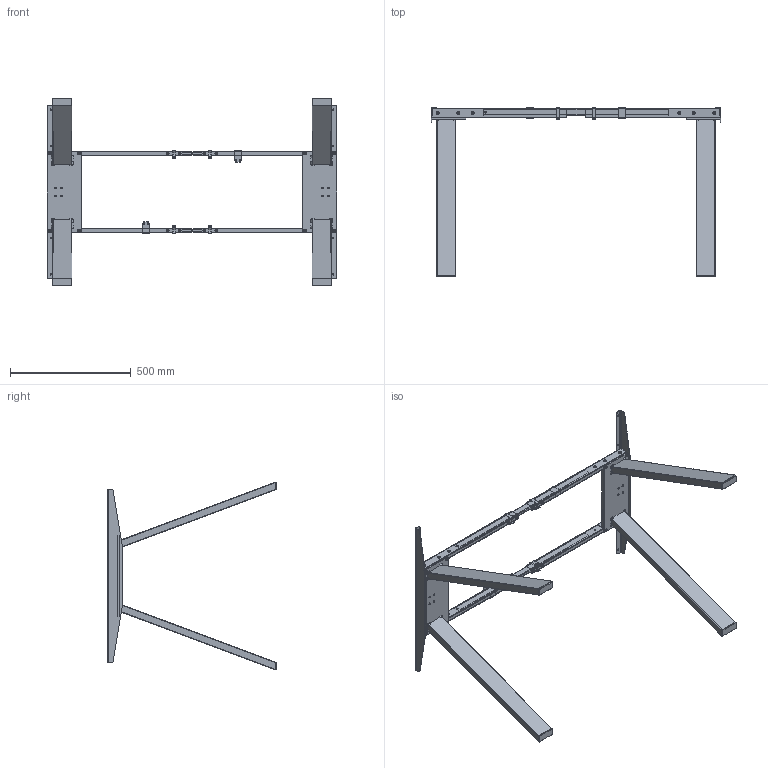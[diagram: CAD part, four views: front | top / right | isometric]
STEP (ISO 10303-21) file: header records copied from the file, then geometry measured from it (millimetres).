
FILE_DESCRIPTION (( 'STEP AP203' ), '1' );
FILE_NAME ('V-2 Aero Flex_fast höjd 700mm_50550xK.STEP', '2019-03-04T12:44:50', ( '' ), ( '' ), 'SwSTEP 2.0', 'SolidWorks 2017', '' );
FILE_SCHEMA (( 'CONFIG_CONTROL_DESIGN' ));
Length unit declared in the file: millimetre
Products named in the file (1): V-2 Aero Flex_fast h鐱d 700mm_50550xK
Bounding box: 1200 x 700.25 x 777.13 mm (x, y, z)
Surface area: 1699772.4 mm2 (no closed solid volume)
Topology: 0 solids, 128 shells, 798 faces, 2772 edges, 2070 vertices
Faces by surface type: plane 328, cylinder 316, cone 80, torus 50, bspline 24
Entity records: 30970 total; most frequent: CARTESIAN_POINT 6965, DIRECTION 5260, ORIENTED_EDGE 4036, EDGE_CURVE 2772, VERTEX_POINT 2070, AXIS2_PLACEMENT_3D 1917, LINE 1426, VECTOR 1426
